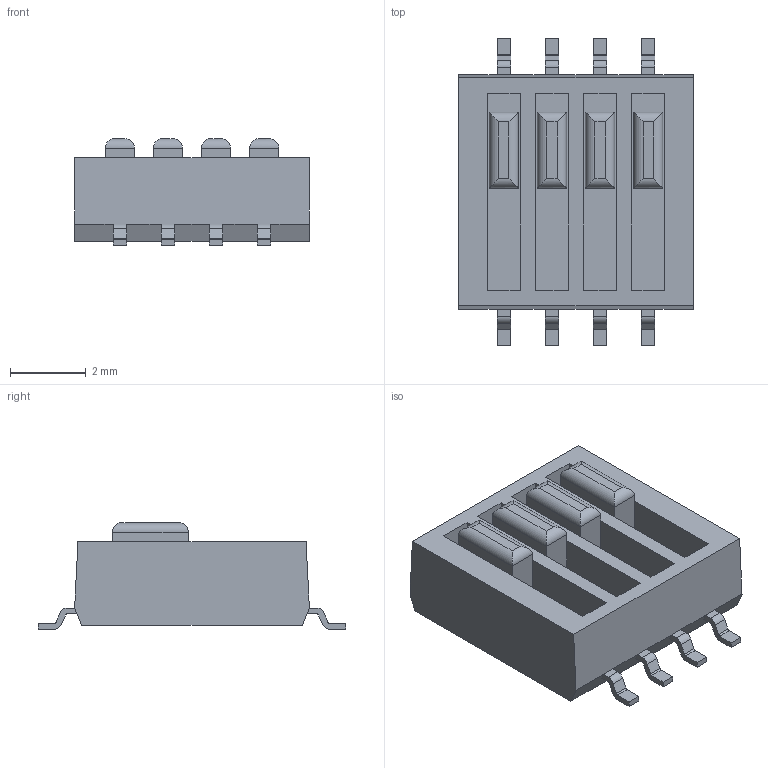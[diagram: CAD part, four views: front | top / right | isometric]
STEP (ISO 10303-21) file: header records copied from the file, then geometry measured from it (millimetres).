
FILE_DESCRIPTION (( 'STEP AP214' ), '1' );
FILE_NAME ('GDH04S04.stp', '2026-01-08T14:52:31', ( '' ), ( '' ), 'SwSTEP 2.0', 'SolidWorks 2026', '' );
FILE_SCHEMA (( 'AUTOMOTIVE_DESIGN' ));
Length unit declared in the file: millimetre
Products named in the file (1): GDH04S04
Bounding box: 6.2 x 8.13 x 2.81 mm (x, y, z)
Volume: 74.8 mm3; surface area: 229.6 mm2
Topology: 5 solids, 5 shells, 172 faces, 442 edges, 284 vertices
Faces by surface type: plane 124, cylinder 48
Entity records: 7085 total; most frequent: CARTESIAN_POINT 947, ORIENTED_EDGE 884, DIRECTION 836, EDGE_CURVE 442, VECTOR 362, LINE 362, VERTEX_POINT 284, AXIS2_PLACEMENT_3D 237
